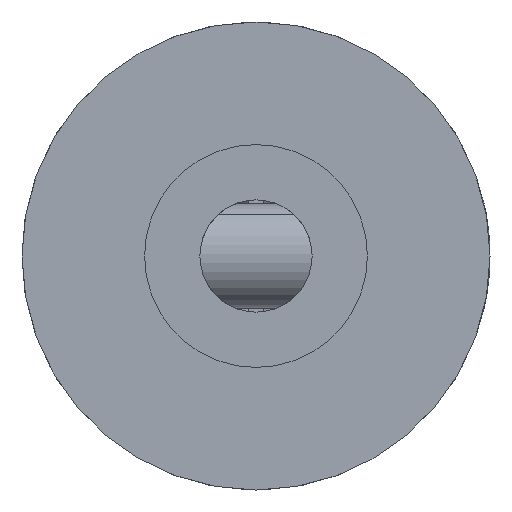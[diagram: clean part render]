
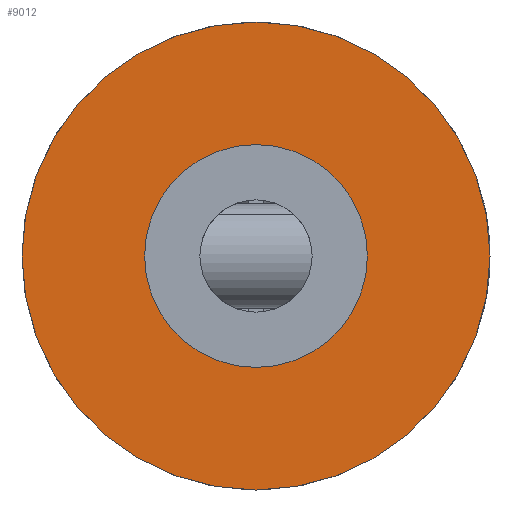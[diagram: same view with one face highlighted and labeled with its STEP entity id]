
A CAD part, left-side view. The second image highlights one B-rep face of the part: STEP entity #9012.
In plain terms, the highlighted planar face has unit normal (-1, 0, 0).
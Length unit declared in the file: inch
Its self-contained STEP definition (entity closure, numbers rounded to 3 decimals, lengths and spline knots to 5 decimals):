
#176 = VERTEX_POINT ( 'NONE', #4391 ) ;
#351 = DIRECTION ( 'NONE',  ( -1., 0., 0. ) ) ;
#1134 = VERTEX_POINT ( 'NONE', #2649 ) ;
#1467 = EDGE_CURVE ( 'NONE', #8655, #1134, #5448, .T. ) ;
#1945 = ORIENTED_EDGE ( 'NONE', *, *, #3883, .F. ) ;
#2154 = CARTESIAN_POINT ( 'NONE',  ( 1.75, 0., 0. ) ) ;
#2248 = DIRECTION ( 'NONE',  ( -1., 0., 0. ) ) ;
#2347 = CIRCLE ( 'NONE', #4481, 0.5 ) ;
#2649 = CARTESIAN_POINT ( 'NONE',  ( 1.75, 0., 1.05 ) ) ;
#2933 = DIRECTION ( 'NONE',  ( 0., 0., 1. ) ) ;
#3251 = FACE_BOUND ( 'NONE', #6461, .T. ) ;
#3741 = CARTESIAN_POINT ( 'NONE',  ( 1.75, 0., 0. ) ) ;
#3879 = DIRECTION ( 'NONE',  ( 1., 0., 0. ) ) ;
#3883 = EDGE_CURVE ( 'NONE', #176, #6180, #2347, .T. ) ;
#4354 = CIRCLE ( 'NONE', #9585, 0.5 ) ;
#4391 = CARTESIAN_POINT ( 'NONE',  ( 1.75, 0., 0.5 ) ) ;
#4481 = AXIS2_PLACEMENT_3D ( 'NONE', #2154, #7585, #2933 ) ;
#4515 = DIRECTION ( 'NONE',  ( 0., 0., 1. ) ) ;
#4983 = PLANE ( 'NONE',  #5577 ) ;
#5317 = FACE_OUTER_BOUND ( 'NONE', #5743, .T. ) ;
#5448 = CIRCLE ( 'NONE', #8344, 1.05 ) ;
#5577 = AXIS2_PLACEMENT_3D ( 'NONE', #8838, #351, #5762 ) ;
#5743 = EDGE_LOOP ( 'NONE', ( #6872, #6643 ) ) ;
#5762 = DIRECTION ( 'NONE',  ( 0., 0., 1. ) ) ;
#6013 = ORIENTED_EDGE ( 'NONE', *, *, #7574, .F. ) ;
#6180 = VERTEX_POINT ( 'NONE', #8020 ) ;
#6203 = CARTESIAN_POINT ( 'NONE',  ( 1.75, 0., -1.05 ) ) ;
#6461 = EDGE_LOOP ( 'NONE', ( #6013, #1945 ) ) ;
#6643 = ORIENTED_EDGE ( 'NONE', *, *, #1467, .F. ) ;
#6872 = ORIENTED_EDGE ( 'NONE', *, *, #7026, .F. ) ;
#6880 = CARTESIAN_POINT ( 'NONE',  ( 1.75, 0., 0. ) ) ;
#7026 = EDGE_CURVE ( 'NONE', #1134, #8655, #7043, .T. ) ;
#7043 = CIRCLE ( 'NONE', #9283, 1.05 ) ;
#7574 = EDGE_CURVE ( 'NONE', #6180, #176, #4354, .T. ) ;
#7585 = DIRECTION ( 'NONE',  ( -1., 0., 0. ) ) ;
#7673 = DIRECTION ( 'NONE',  ( 0., 0., 1. ) ) ;
#8020 = CARTESIAN_POINT ( 'NONE',  ( 1.75, 0., -0.5 ) ) ;
#8344 = AXIS2_PLACEMENT_3D ( 'NONE', #3741, #9144, #4515 ) ;
#8503 = CARTESIAN_POINT ( 'NONE',  ( 1.75, 0., 0. ) ) ;
#8655 = VERTEX_POINT ( 'NONE', #6203 ) ;
#8838 = CARTESIAN_POINT ( 'NONE',  ( 1.75, 0., 0. ) ) ;
#9012 = ADVANCED_FACE ( 'NONE', ( #3251, #5317 ), #4983, .T. ) ;
#9144 = DIRECTION ( 'NONE',  ( 1., 0., 0. ) ) ;
#9283 = AXIS2_PLACEMENT_3D ( 'NONE', #8503, #3879, #9285 ) ;
#9285 = DIRECTION ( 'NONE',  ( 0., 0., 1. ) ) ;
#9585 = AXIS2_PLACEMENT_3D ( 'NONE', #6880, #2248, #7673 ) ;
